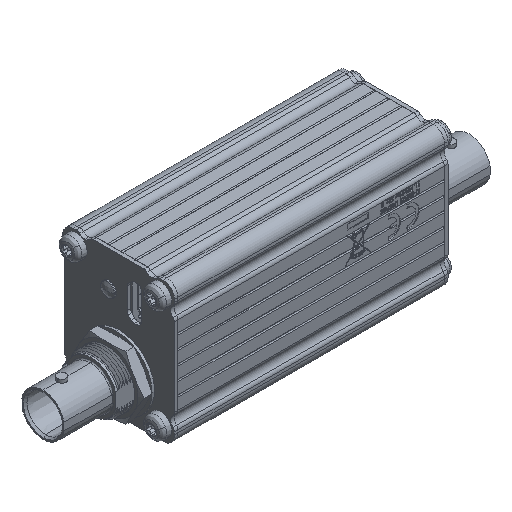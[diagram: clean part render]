
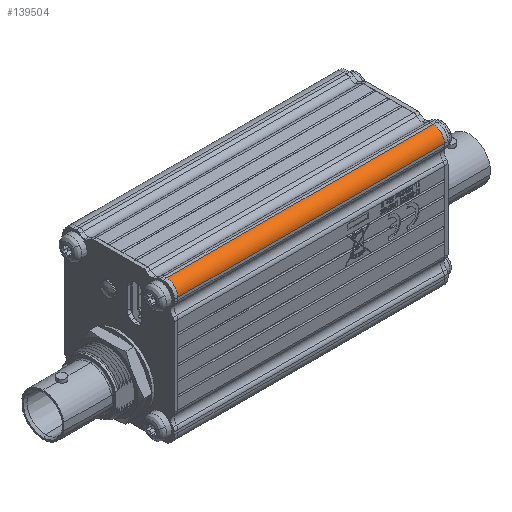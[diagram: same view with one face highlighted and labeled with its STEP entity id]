
A CAD part, isometric view. The second image highlights one B-rep face of the part: STEP entity #139504.
In plain terms, the highlighted cylindrical face has radius 2.54 mm (diameter 5.08 mm), a partial arc.
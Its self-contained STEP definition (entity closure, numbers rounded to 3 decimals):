
#7158 = CARTESIAN_POINT ( 'NONE',  ( -30.225, -10.16, 13.335 ) ) ;
#9748 = CARTESIAN_POINT ( 'NONE',  ( 30.225, -12.7, 13.335 ) ) ;
#10638 = EDGE_CURVE ( 'NONE', #129865, #10774, #158992, .T. ) ;
#10774 = VERTEX_POINT ( 'NONE', #158640 ) ;
#18784 = VECTOR ( 'NONE', #63138, 1000. ) ;
#25532 = DIRECTION ( 'NONE',  ( 0., 0., -1. ) ) ;
#33442 = AXIS2_PLACEMENT_3D ( 'NONE', #99349, #227706, #117824 ) ;
#50775 = VERTEX_POINT ( 'NONE', #124893 ) ;
#58257 = CIRCLE ( 'NONE', #106730, 2.54 ) ;
#63138 = DIRECTION ( 'NONE',  ( -1., 0., 0. ) ) ;
#72371 = DIRECTION ( 'NONE',  ( 0., 0., 1. ) ) ;
#85494 = EDGE_CURVE ( 'NONE', #122219, #129865, #164515, .T. ) ;
#89950 = DIRECTION ( 'NONE',  ( -1., 0., 0. ) ) ;
#99349 = CARTESIAN_POINT ( 'NONE',  ( 30.225, -10.16, 13.335 ) ) ;
#102531 = ORIENTED_EDGE ( 'NONE', *, *, #85494, .F. ) ;
#106730 = AXIS2_PLACEMENT_3D ( 'NONE', #7158, #135196, #25532 ) ;
#111142 = ORIENTED_EDGE ( 'NONE', *, *, #10638, .F. ) ;
#117824 = DIRECTION ( 'NONE',  ( 0., 0., -1. ) ) ;
#117925 = CARTESIAN_POINT ( 'NONE',  ( 30.225, -12.7, 13.335 ) ) ;
#122219 = VERTEX_POINT ( 'NONE', #169070 ) ;
#124893 = CARTESIAN_POINT ( 'NONE',  ( -30.225, -10.16, 15.875 ) ) ;
#129865 = VERTEX_POINT ( 'NONE', #9748 ) ;
#135196 = DIRECTION ( 'NONE',  ( 1., 0., 0. ) ) ;
#139504 = ADVANCED_FACE ( 'NONE', ( #229485 ), #163208, .T. ) ;
#158640 = CARTESIAN_POINT ( 'NONE',  ( -30.225, -12.7, 13.335 ) ) ;
#158992 = LINE ( 'NONE', #117925, #207816 ) ;
#163208 = CYLINDRICAL_SURFACE ( 'NONE', #217210, 2.54 ) ;
#164515 = CIRCLE ( 'NONE', #33442, 2.54 ) ;
#169070 = CARTESIAN_POINT ( 'NONE',  ( 30.225, -10.16, 15.875 ) ) ;
#172034 = CARTESIAN_POINT ( 'NONE',  ( 30.225, -10.16, 15.875 ) ) ;
#199811 = CARTESIAN_POINT ( 'NONE',  ( 30.225, -10.16, 13.335 ) ) ;
#200686 = EDGE_CURVE ( 'NONE', #122219, #50775, #208015, .T. ) ;
#207816 = VECTOR ( 'NONE', #227808, 1000. ) ;
#208015 = LINE ( 'NONE', #172034, #18784 ) ;
#217210 = AXIS2_PLACEMENT_3D ( 'NONE', #199811, #89950, #72371 ) ;
#217575 = EDGE_CURVE ( 'NONE', #50775, #10774, #58257, .T. ) ;
#225097 = EDGE_LOOP ( 'NONE', ( #226120, #111142, #102531, #225854 ) ) ;
#225854 = ORIENTED_EDGE ( 'NONE', *, *, #200686, .T. ) ;
#226120 = ORIENTED_EDGE ( 'NONE', *, *, #217575, .T. ) ;
#227706 = DIRECTION ( 'NONE',  ( 1., 0., 0. ) ) ;
#227808 = DIRECTION ( 'NONE',  ( -1., 0., 0. ) ) ;
#229485 = FACE_OUTER_BOUND ( 'NONE', #225097, .T. ) ;
